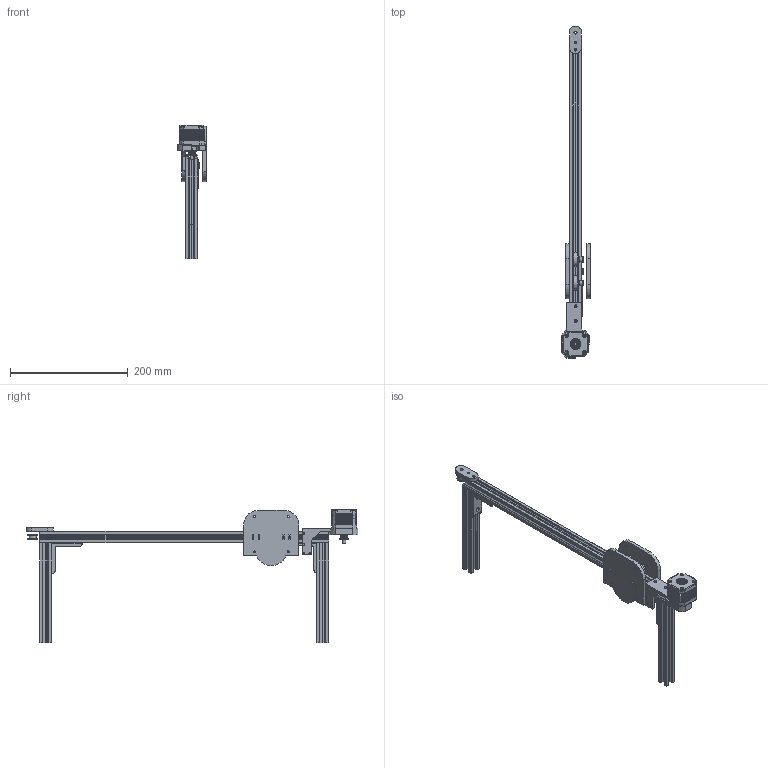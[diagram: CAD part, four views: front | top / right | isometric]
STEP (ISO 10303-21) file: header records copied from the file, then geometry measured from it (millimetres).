
FILE_DESCRIPTION(/* description */ (''),/* implementation_level */ '2;1');
FILE_NAME(/* name */ 'X-Axis FarmBot.step',/* time_stamp */ '2025-05-22T19:28:08+03:00',/* author */ (''),/* organization */ (''),/* preprocessor_version */ 'ST-DEVELOPER v20.1',/* originating_system */ 'Autodesk Translation Framework v14.4.0.0',/* authorisation */ '');
FILE_SCHEMA (('AUTOMOTIVE_DESIGN { 1 0 10303 214 3 1 1 }'));
Products named in the file (9): x-axis EAD-Farm; 47065T239_Silver Corner Bracket; 6627T66_Stepper Motor; 47065T239_Silver Corner Bracket_1; Flat V Wheel; belt holder; x-z axis holder; Шкив GT2 20T b5; GT2 idler pulley (5 mm bore) v1
Assembly tree (10 placements, depth 2):
  x-axis EAD-Farm
    47065T239_Silver Corner Bracket
    6627T66_Stepper Motor
    Flat V Wheel  x3
    47065T239_Silver Corner Bracket_1
    belt holder
    x-z axis holder
    Шкив GT2 20T b5
    GT2 idler pulley (5 mm bore) v1
Bounding box: 48.93 x 564.67 x 227.16 mm (x, y, z)
Volume: 351667.6 mm3; surface area: 224126.5 mm2
Topology: 40 solids, 40 shells, 2758 faces, 7205 edges, 4580 vertices
Faces by surface type: bspline 1200, cylinder 852, plane 602, torus 66, cone 30, sphere 8
Full cylindrical faces by diameter (mm): 2.5 x2, 3 x24, 3.108 x3, 3.2 x8, 3.3 x12, 3.55 x4, 4 x5, 4.2 x2, 4.88 x6, 5 x19, 5.2 x3, 5.254 x1, 5.499 x4, 5.52 x3, 6 x2, 7.137 x8, 7.2 x1, 7.286 x1, 7.54 x1, 7.62 x1, 8 x3, 8.1 x2, 8.3 x12, 9.1 x2, 9.144 x1, 10 x6, 12 x1, 12.7 x12, 12.974 x3, 15.9 x2
Entity records: 114458 total; most frequent: CARTESIAN_POINT 49460, DIRECTION 14092, ORIENTED_EDGE 13966, EDGE_CURVE 6983, AXIS2_PLACEMENT_3D 5876, VERTEX_POINT 4438, CIRCLE 3214, EDGE_LOOP 2791
